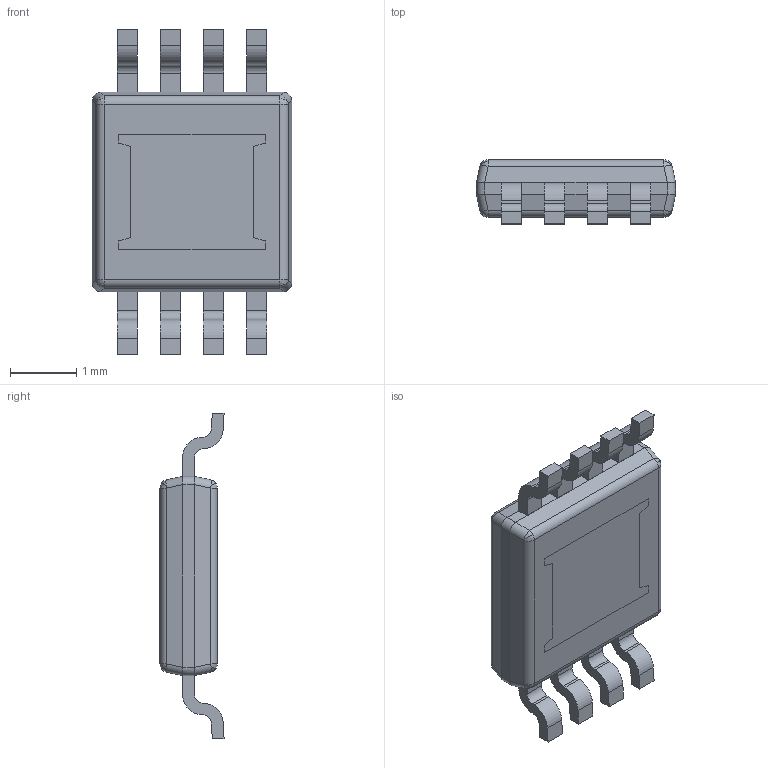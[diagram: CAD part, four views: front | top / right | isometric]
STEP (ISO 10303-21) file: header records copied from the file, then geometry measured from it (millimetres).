
FILE_DESCRIPTION (( 'STEP AP214' ), '1' );
FILE_NAME ('User Library-S-PDSO-G8.STEP', '2015-06-25T08:43:03', ( 'Windows User' ), ( '' ), 'SwSTEP 2.0', 'SolidWorks 2015', '' );
FILE_SCHEMA (( 'AUTOMOTIVE_DESIGN' ));
Length unit declared in the file: inch
Products named in the file (4): User Library-S-PDSO-G8_EXP_PAD_MUY08A; User Library-S-PDSO-G8_LEAD_MUY08A; User Library-S-PDSO-G8_BODY_MUY08A; User Library-S-PDSO-G8
Assembly tree (10 placements, depth 2):
  User Library-S-PDSO-G8
    User Library-S-PDSO-G8_BODY_MUY08A
    User Library-S-PDSO-G8_LEAD_MUY08A  x8
    User Library-S-PDSO-G8_EXP_PAD_MUY08A
Bounding box: 3 x 0.97 x 4.9 mm (x, y, z)
Volume: 7.9 mm3; surface area: 45.4 mm2
Topology: 10 solids, 10 shells, 200 faces, 526 edges, 332 vertices
Faces by surface type: plane 130, cylinder 53, bspline 17
Entity records: 4772 total; most frequent: CARTESIAN_POINT 867, ORIENTED_EDGE 516, DIRECTION 487, EDGE_CURVE 258, LINE 175, VECTOR 175, VERTEX_POINT 164, AXIS2_PLACEMENT_3D 156
